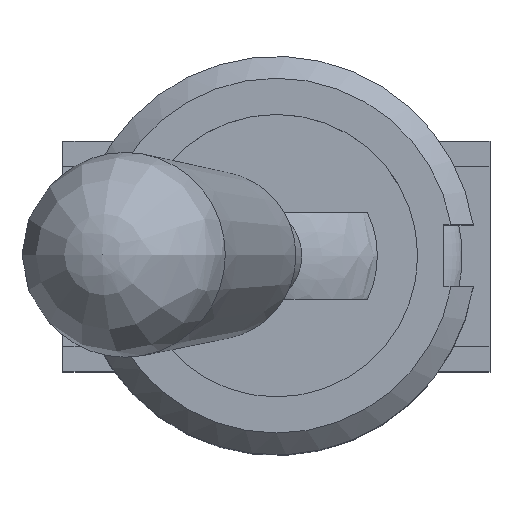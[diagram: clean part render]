
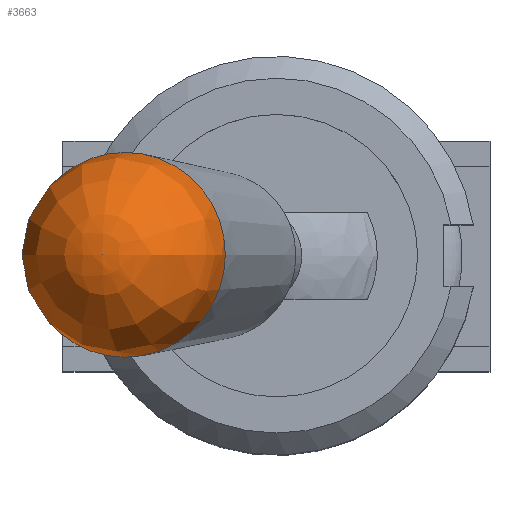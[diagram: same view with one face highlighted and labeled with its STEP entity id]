
A CAD part, top view. The second image highlights one B-rep face of the part: STEP entity #3663.
In plain terms, the highlighted free-form (B-spline) face has degree [2, 2] with [5, 9] control points.
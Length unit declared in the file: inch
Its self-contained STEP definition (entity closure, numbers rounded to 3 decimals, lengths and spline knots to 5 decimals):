
#21=(
BOUNDED_SURFACE()
B_SPLINE_SURFACE(2,2,((#5750,#5751,#5752,#5753,#5754,#5755,#5756,#5757,
#5758),(#5759,#5760,#5761,#5762,#5763,#5764,#5765,#5766,#5767),(#5768,#5769,
#5770,#5771,#5772,#5773,#5774,#5775,#5776),(#5777,#5778,#5779,#5780,#5781,
#5782,#5783,#5784,#5785),(#5786,#5787,#5788,#5789,#5790,#5791,#5792,#5793,
#5794)),.UNSPECIFIED.,.F.,.T.,.F.)
B_SPLINE_SURFACE_WITH_KNOTS((3,2,3),(3,2,2,2,3),(-0.06573,0.75361,
1.57296),(-3.14159,-1.5708,0.,1.5708,
3.14159),.UNSPECIFIED.)
GEOMETRIC_REPRESENTATION_ITEM()
RATIONAL_B_SPLINE_SURFACE(((1.,0.707,1.,0.707,1.,
0.707,1.,0.707,1.),(0.917,0.649,
0.917,0.649,0.917,0.649,0.917,
0.649,0.917),(1.,0.707,1.,0.707,
1.,0.707,1.,0.707,1.),(0.917,0.649,
0.917,0.649,0.917,0.649,0.917,
0.649,0.917),(1.,0.707,1.,0.707,
1.,0.707,1.,0.707,1.)))
REPRESENTATION_ITEM('')
SURFACE()
);
#175=CIRCLE('',#3981,0.11988);
#176=CIRCLE('',#3982,0.11988);
#315=FACE_OUTER_BOUND('',#539,.T.);
#539=EDGE_LOOP('',(#2831,#2832,#2833));
#1654=VERTEX_POINT('',#5747);
#1655=VERTEX_POINT('',#5795);
#2077=EDGE_CURVE('',#1654,#1654,#175,.T.);
#2079=EDGE_CURVE('',#1655,#1654,#176,.T.);
#2831=ORIENTED_EDGE('',*,*,#2079,.T.);
#2832=ORIENTED_EDGE('',*,*,#2077,.T.);
#2833=ORIENTED_EDGE('',*,*,#2079,.F.);
#3663=ADVANCED_FACE('',(#315),#21,.F.);
#3981=AXIS2_PLACEMENT_3D('',#5748,#4682,#4683);
#3982=AXIS2_PLACEMENT_3D('',#5796,#4685,#4686);
#4682=DIRECTION('center_axis',(-0.208,0.,
0.978));
#4683=DIRECTION('ref_axis',(-0.978,0.,-0.208));
#4685=DIRECTION('center_axis',(0.,1.,0.));
#4686=DIRECTION('ref_axis',(0.978,0.,0.208));
#5747=CARTESIAN_POINT('',(-0.05983,0.,1.40848));
#5748=CARTESIAN_POINT('Origin',(-0.17709,0.,
1.38355));
#5750=CARTESIAN_POINT('Ctrl Pts',(-0.05983,0.,
1.40848));
#5751=CARTESIAN_POINT('Ctrl Pts',(-0.05983,0.11988,
1.40848));
#5752=CARTESIAN_POINT('Ctrl Pts',(-0.17709,0.11988,
1.38355));
#5753=CARTESIAN_POINT('Ctrl Pts',(-0.29436,0.11988,
1.35863));
#5754=CARTESIAN_POINT('Ctrl Pts',(-0.29436,0.,
1.35863));
#5755=CARTESIAN_POINT('Ctrl Pts',(-0.29436,-0.11988,
1.35863));
#5756=CARTESIAN_POINT('Ctrl Pts',(-0.17709,-0.11988,
1.38355));
#5757=CARTESIAN_POINT('Ctrl Pts',(-0.05983,-0.11988,
1.40848));
#5758=CARTESIAN_POINT('Ctrl Pts',(-0.05983,0.,
1.40848));
#5759=CARTESIAN_POINT('Ctrl Pts',(-0.06729,0.,
1.46));
#5760=CARTESIAN_POINT('Ctrl Pts',(-0.06729,0.1233,
1.46));
#5761=CARTESIAN_POINT('Ctrl Pts',(-0.18789,0.1233,
1.43436));
#5762=CARTESIAN_POINT('Ctrl Pts',(-0.3085,0.1233,
1.40873));
#5763=CARTESIAN_POINT('Ctrl Pts',(-0.3085,0.,
1.40873));
#5764=CARTESIAN_POINT('Ctrl Pts',(-0.3085,-0.1233,
1.40873));
#5765=CARTESIAN_POINT('Ctrl Pts',(-0.18789,-0.1233,
1.43436));
#5766=CARTESIAN_POINT('Ctrl Pts',(-0.06729,-0.1233,
1.46));
#5767=CARTESIAN_POINT('Ctrl Pts',(-0.06729,0.,
1.46));
#5768=CARTESIAN_POINT('Ctrl Pts',(-0.11002,0.,
1.48972));
#5769=CARTESIAN_POINT('Ctrl Pts',(-0.11002,0.08768,
1.48972));
#5770=CARTESIAN_POINT('Ctrl Pts',(-0.19579,0.08768,
1.47149));
#5771=CARTESIAN_POINT('Ctrl Pts',(-0.28155,0.08768,
1.45326));
#5772=CARTESIAN_POINT('Ctrl Pts',(-0.28155,0.,
1.45326));
#5773=CARTESIAN_POINT('Ctrl Pts',(-0.28155,-0.08768,
1.45326));
#5774=CARTESIAN_POINT('Ctrl Pts',(-0.19579,-0.08768,
1.47149));
#5775=CARTESIAN_POINT('Ctrl Pts',(-0.11002,-0.08768,
1.48972));
#5776=CARTESIAN_POINT('Ctrl Pts',(-0.11002,0.,
1.48972));
#5777=CARTESIAN_POINT('Ctrl Pts',(-0.15276,0.,
1.51945));
#5778=CARTESIAN_POINT('Ctrl Pts',(-0.15276,0.05206,
1.51945));
#5779=CARTESIAN_POINT('Ctrl Pts',(-0.20368,0.05206,
1.50863));
#5780=CARTESIAN_POINT('Ctrl Pts',(-0.2546,0.05206,
1.4978));
#5781=CARTESIAN_POINT('Ctrl Pts',(-0.2546,0.,
1.4978));
#5782=CARTESIAN_POINT('Ctrl Pts',(-0.2546,-0.05206,
1.4978));
#5783=CARTESIAN_POINT('Ctrl Pts',(-0.20368,-0.05206,
1.50863));
#5784=CARTESIAN_POINT('Ctrl Pts',(-0.15276,-0.05206,
1.51945));
#5785=CARTESIAN_POINT('Ctrl Pts',(-0.15276,0.,
1.51945));
#5786=CARTESIAN_POINT('Ctrl Pts',(-0.20366,0.,
1.50852));
#5787=CARTESIAN_POINT('Ctrl Pts',(-0.20366,0.,
1.50852));
#5788=CARTESIAN_POINT('Ctrl Pts',(-0.20366,0.,
1.50852));
#5789=CARTESIAN_POINT('Ctrl Pts',(-0.20366,0.,
1.50852));
#5790=CARTESIAN_POINT('Ctrl Pts',(-0.20366,0.,
1.50852));
#5791=CARTESIAN_POINT('Ctrl Pts',(-0.20366,0.,
1.50852));
#5792=CARTESIAN_POINT('Ctrl Pts',(-0.20366,0.,
1.50852));
#5793=CARTESIAN_POINT('Ctrl Pts',(-0.20366,0.,
1.50852));
#5794=CARTESIAN_POINT('Ctrl Pts',(-0.20366,0.,
1.50852));
#5795=CARTESIAN_POINT('',(-0.20366,0.,1.50852));
#5796=CARTESIAN_POINT('Origin',(-0.17848,0.,
1.39131));
